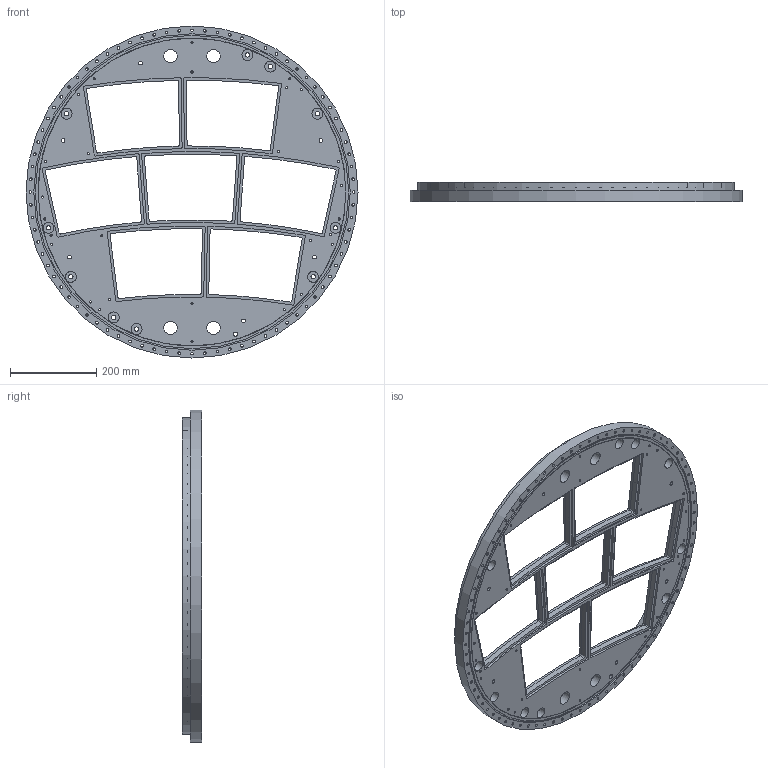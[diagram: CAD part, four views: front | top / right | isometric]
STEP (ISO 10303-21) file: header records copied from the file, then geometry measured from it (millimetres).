
FILE_DESCRIPTION((''),'2;1');
FILE_NAME('6080-102 Endplate.stp','2008-07-10T11:24:30',('toc'),(''),'Autodesk Inventor 11','Autodesk Inventor 11','');
FILE_SCHEMA(('AUTOMOTIVE_DESIGN { 1 0 10303 214 1 1 1 1 }'));
Length unit declared in the file: millimetre
Products named in the file (1): 6080-102 Endplate
Bounding box: 770 x 45 x 770 mm (x, y, z)
Volume: 6616238.4 mm3; surface area: 904038.4 mm2
Topology: 1 solids, 1 shells, 675 faces, 2032 edges, 1392 vertices
Faces by surface type: bspline 434, cylinder 153, plane 88
Full cylindrical faces by diameter (mm): 10 x1, 714 x2, 726.7 x1, 734 x2, 770 x1
Entity records: 23739 total; most frequent: CARTESIAN_POINT 10166, DIRECTION 2554, ORIENTED_EDGE 2406, EDGE_LOOP 1409, EDGE_CURVE 1203, AXIS2_PLACEMENT_3D 1110, VERTEX_POINT 992, CIRCLE 868
